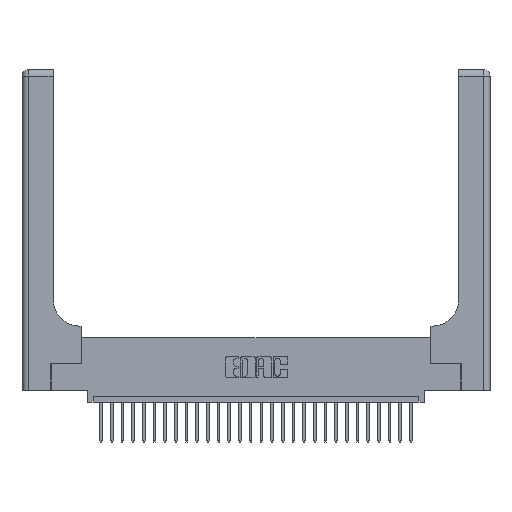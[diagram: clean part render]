
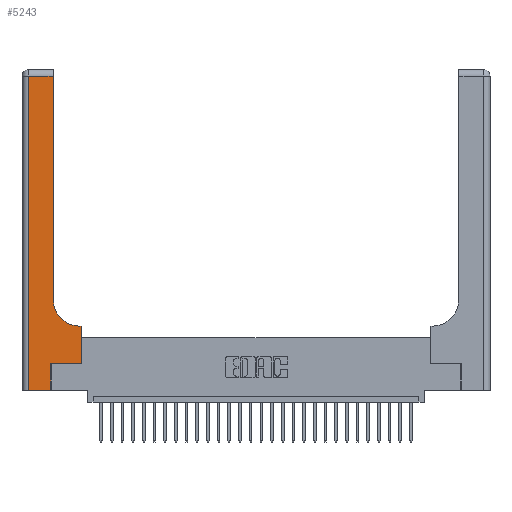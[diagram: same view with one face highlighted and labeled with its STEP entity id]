
A CAD part, top view. The second image highlights one B-rep face of the part: STEP entity #5243.
In plain terms, the highlighted planar face has unit normal (0, 0, 1).
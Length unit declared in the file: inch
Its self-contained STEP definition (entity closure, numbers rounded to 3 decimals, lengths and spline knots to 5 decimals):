
#974 = CARTESIAN_POINT ( 'NONE',  ( 0.269, 0.25, 0.37 ) ) ;
#1192 = VERTEX_POINT ( 'NONE', #21485 ) ;
#1659 = CARTESIAN_POINT ( 'NONE',  ( 0.06, 3., 0.37 ) ) ;
#1908 = EDGE_CURVE ( 'NONE', #18066, #5555, #22825, .T. ) ;
#1910 = CARTESIAN_POINT ( 'NONE',  ( 0.5415, 0.6, 0.37 ) ) ;
#2281 = DIRECTION ( 'NONE',  ( 0., 1., 0. ) ) ;
#2384 = ORIENTED_EDGE ( 'NONE', *, *, #8864, .T. ) ;
#3146 = ORIENTED_EDGE ( 'NONE', *, *, #15991, .T. ) ;
#3308 = DIRECTION ( 'NONE',  ( 1., 0., 0. ) ) ;
#4159 = ORIENTED_EDGE ( 'NONE', *, *, #1908, .T. ) ;
#4578 = VECTOR ( 'NONE', #8200, 39.37008 ) ;
#5065 = VECTOR ( 'NONE', #24174, 39.37008 ) ;
#5109 = CARTESIAN_POINT ( 'NONE',  ( 0.5585, 0.25, 0.37 ) ) ;
#5161 = CARTESIAN_POINT ( 'NONE',  ( 0.06, 2.94, 0.37 ) ) ;
#5243 = ADVANCED_FACE ( 'NONE', ( #27855 ), #8124, .F. ) ;
#5352 = VECTOR ( 'NONE', #19538, 39.37008 ) ;
#5479 = ORIENTED_EDGE ( 'NONE', *, *, #17432, .T. ) ;
#5555 = VERTEX_POINT ( 'NONE', #11847 ) ;
#5959 = DIRECTION ( 'NONE',  ( -1., 0., 0. ) ) ;
#6134 = VERTEX_POINT ( 'NONE', #5109 ) ;
#7545 = ORIENTED_EDGE ( 'NONE', *, *, #17607, .T. ) ;
#8051 = ORIENTED_EDGE ( 'NONE', *, *, #24598, .T. ) ;
#8124 = PLANE ( 'NONE',  #18129 ) ;
#8200 = DIRECTION ( 'NONE',  ( -1., 0., 0. ) ) ;
#8864 = EDGE_CURVE ( 'NONE', #5555, #10101, #27656, .T. ) ;
#9523 = VERTEX_POINT ( 'NONE', #24183 ) ;
#10060 = LINE ( 'NONE', #21354, #5065 ) ;
#10101 = VERTEX_POINT ( 'NONE', #10210 ) ;
#10210 = CARTESIAN_POINT ( 'NONE',  ( 0.269, 0., 0.37 ) ) ;
#10683 = DIRECTION ( 'NONE',  ( 0., 0., -1. ) ) ;
#11819 = CARTESIAN_POINT ( 'NONE',  ( 0., 0., 0.37 ) ) ;
#11847 = CARTESIAN_POINT ( 'NONE',  ( 0.06, 0., 0.37 ) ) ;
#12547 = DIRECTION ( 'NONE',  ( 0., 0., -1. ) ) ;
#13118 = AXIS2_PLACEMENT_3D ( 'NONE', #28465, #12547, #14916 ) ;
#14832 = VECTOR ( 'NONE', #25563, 39.37008 ) ;
#14877 = VECTOR ( 'NONE', #19780, 39.37008 ) ;
#14916 = DIRECTION ( 'NONE',  ( 1., 0., 0. ) ) ;
#15207 = VERTEX_POINT ( 'NONE', #16917 ) ;
#15420 = LINE ( 'NONE', #26899, #16465 ) ;
#15897 = EDGE_LOOP ( 'NONE', ( #8051, #22890, #4159, #2384, #7545, #3146, #5479, #18783, #20537 ) ) ;
#15991 = EDGE_CURVE ( 'NONE', #1192, #6134, #16891, .T. ) ;
#16465 = VECTOR ( 'NONE', #2281, 39.37008 ) ;
#16561 = VERTEX_POINT ( 'NONE', #24653 ) ;
#16845 = LINE ( 'NONE', #19459, #29006 ) ;
#16891 = LINE ( 'NONE', #974, #28300 ) ;
#16917 = CARTESIAN_POINT ( 'NONE',  ( 0.2915, 2.94, 0.37 ) ) ;
#17432 = EDGE_CURVE ( 'NONE', #6134, #9523, #15420, .T. ) ;
#17607 = EDGE_CURVE ( 'NONE', #10101, #1192, #10060, .T. ) ;
#18066 = VERTEX_POINT ( 'NONE', #5161 ) ;
#18129 = AXIS2_PLACEMENT_3D ( 'NONE', #19120, #10683, #29203 ) ;
#18783 = ORIENTED_EDGE ( 'NONE', *, *, #21704, .T. ) ;
#19120 = CARTESIAN_POINT ( 'NONE',  ( 0., 3., 0.37 ) ) ;
#19414 = EDGE_CURVE ( 'NONE', #26928, #16561, #22120, .T. ) ;
#19459 = CARTESIAN_POINT ( 'NONE',  ( 0.2915, 0.6, 0.37 ) ) ;
#19538 = DIRECTION ( 'NONE',  ( 0., -1., 0. ) ) ;
#19780 = DIRECTION ( 'NONE',  ( 0., 1., 0. ) ) ;
#20263 = LINE ( 'NONE', #21473, #14877 ) ;
#20537 = ORIENTED_EDGE ( 'NONE', *, *, #19414, .T. ) ;
#21354 = CARTESIAN_POINT ( 'NONE',  ( 0.269, 0., 0.37 ) ) ;
#21473 = CARTESIAN_POINT ( 'NONE',  ( 0.2915, 3., 0.37 ) ) ;
#21485 = CARTESIAN_POINT ( 'NONE',  ( 0.269, 0.25, 0.37 ) ) ;
#21704 = EDGE_CURVE ( 'NONE', #9523, #26928, #16845, .T. ) ;
#22120 = CIRCLE ( 'NONE', #13118, 0.25 ) ;
#22825 = LINE ( 'NONE', #1659, #5352 ) ;
#22890 = ORIENTED_EDGE ( 'NONE', *, *, #24153, .T. ) ;
#24153 = EDGE_CURVE ( 'NONE', #15207, #18066, #26699, .T. ) ;
#24174 = DIRECTION ( 'NONE',  ( 0., 1., 0. ) ) ;
#24183 = CARTESIAN_POINT ( 'NONE',  ( 0.5585, 0.6, 0.37 ) ) ;
#24598 = EDGE_CURVE ( 'NONE', #16561, #15207, #20263, .T. ) ;
#24653 = CARTESIAN_POINT ( 'NONE',  ( 0.2915, 0.85, 0.37 ) ) ;
#25563 = DIRECTION ( 'NONE',  ( 1., 0., 0. ) ) ;
#26520 = CARTESIAN_POINT ( 'NONE',  ( 0., 2.94, 0.37 ) ) ;
#26699 = LINE ( 'NONE', #26520, #4578 ) ;
#26899 = CARTESIAN_POINT ( 'NONE',  ( 0.5585, 0.25, 0.37 ) ) ;
#26928 = VERTEX_POINT ( 'NONE', #1910 ) ;
#27656 = LINE ( 'NONE', #11819, #14832 ) ;
#27855 = FACE_OUTER_BOUND ( 'NONE', #15897, .T. ) ;
#28300 = VECTOR ( 'NONE', #3308, 39.37008 ) ;
#28465 = CARTESIAN_POINT ( 'NONE',  ( 0.5415, 0.85, 0.37 ) ) ;
#29006 = VECTOR ( 'NONE', #5959, 39.37008 ) ;
#29203 = DIRECTION ( 'NONE',  ( -1., 0., 0. ) ) ;
